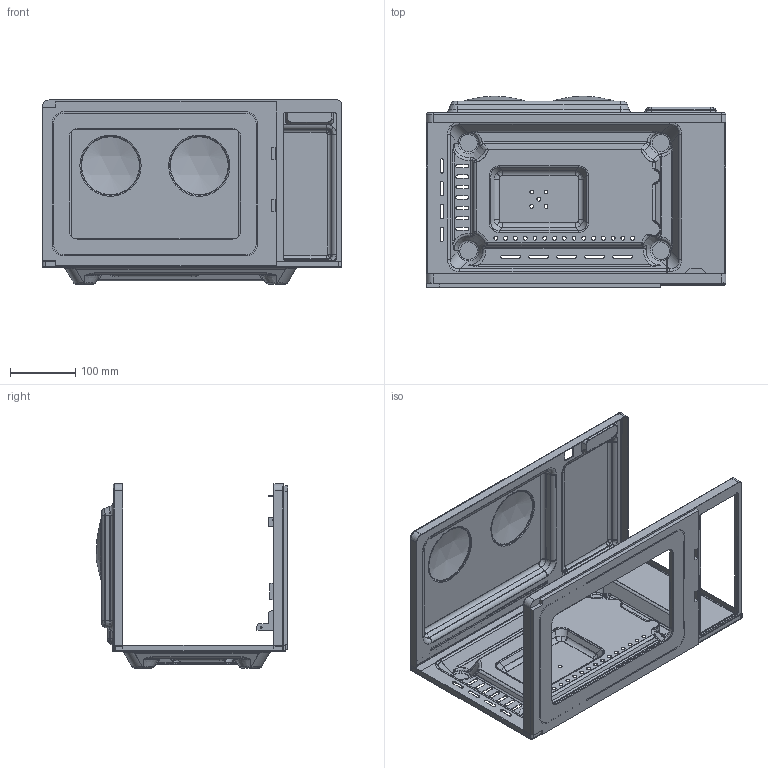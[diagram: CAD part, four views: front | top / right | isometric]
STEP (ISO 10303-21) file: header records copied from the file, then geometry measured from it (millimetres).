
FILE_DESCRIPTION( ( '' ), ' ' );
FILE_NAME( '5ac6279a015bc90fea10ea88.step', '2018-04-05T13:41:47', ( '' ), ( '' ), ' ', ' ', ' ' );
FILE_SCHEMA( ( 'AUTOMOTIVE_DESIGN { 1 0 10303 214 1 1 1 1 }' ) );
Length unit declared in the file: metre
Products named in the file (5): Assem1; MICROWAVE OVEN ASSEMBLY.sldasm-Part-174; MICROWAVE OVEN ASSEMBLY.sldasm-Part-138; MICROWAVE OVEN ASSEMBLY.sldasm-Part-272; MICROWAVE OVEN ASSEMBLY.sldasm-Part-189
Assembly tree (4 placements, depth 2):
  Assem1
    MICROWAVE OVEN ASSEMBLY.sldasm-Part-174
    MICROWAVE OVEN ASSEMBLY.sldasm-Part-138
    MICROWAVE OVEN ASSEMBLY.sldasm-Part-272
    MICROWAVE OVEN ASSEMBLY.sldasm-Part-189
Bounding box: 460 x 293.71 x 282.5 mm (x, y, z)
Volume: 677878.5 mm3; surface area: 881657.1 mm2
Topology: 4 solids, 4 shells, 816 faces, 2056 edges, 1240 vertices
Faces by surface type: cylinder 280, plane 236, bspline 184, torus 82, cone 20, sphere 14
Full cylindrical faces by diameter (mm): 3 x3, 6 x20
Entity records: 37200 total; most frequent: CARTESIAN_POINT 12022, ORIENTED_EDGE 3976, DIRECTION 3755, EDGE_CURVE 1988, AXIS2_PLACEMENT_3D 1447, VERTEX_POINT 1233, EDGE_LOOP 963, LINE 861
